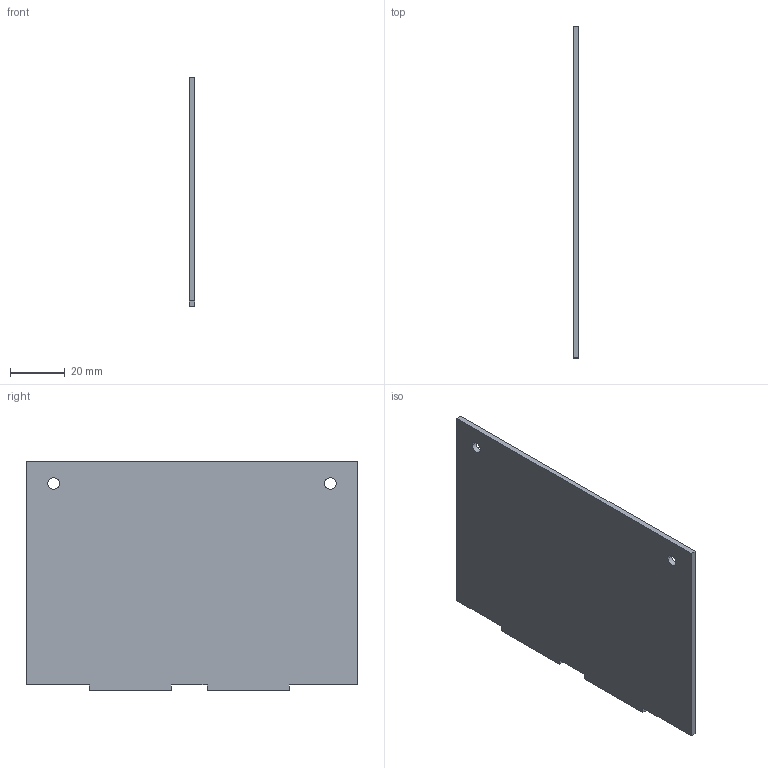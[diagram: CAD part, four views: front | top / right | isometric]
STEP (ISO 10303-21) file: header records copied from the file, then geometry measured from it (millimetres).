
FILE_DESCRIPTION(('CATIA V5 STEP Exchange','CAx-IF Rec.Pracs.--- Model Styling and Organization---1.5--- 2016-08-15','CAx-IF Rec.Pracs.---Supplemental Geometry---1.0---2011-11-01','CAx-IF Rec.Pracs.--- Composite Materials ---3.4---2017-06-13','CAx-IF Rec.Pracs.---Tessellated 3D Geometry---1.0---2015-12-17'),'2;1');
FILE_NAME('plaque_laterale_up.stp','2025-07-23T17:13:45+00:00',('none'),('none'),'CATIA Version 5-6 Release 2023','CATIA V5 STEP AP242 v2','none');
FILE_SCHEMA(('AP242_MANAGED_MODEL_BASED_3D_ENGINEERING_MIM_LF {1 0 10303 442 1 1 4}'));
Length unit declared in the file: millimetre
Products named in the file (1): plaque_laterale_up
Bounding box: 2 x 121 x 83.5 mm (x, y, z)
Volume: 19907.6 mm3; surface area: 20786.4 mm2
Topology: 1 solids, 1 shells, 18 faces, 49 edges, 34 vertices
Faces by surface type: plane 14, cylinder 4
Entity records: 599 total; most frequent: CARTESIAN_POINT 100, ORIENTED_EDGE 96, DIRECTION 81, EDGE_CURVE 48, VECTOR 41, LINE 41, VERTEX_POINT 32, AXIS2_PLACEMENT_3D 25
